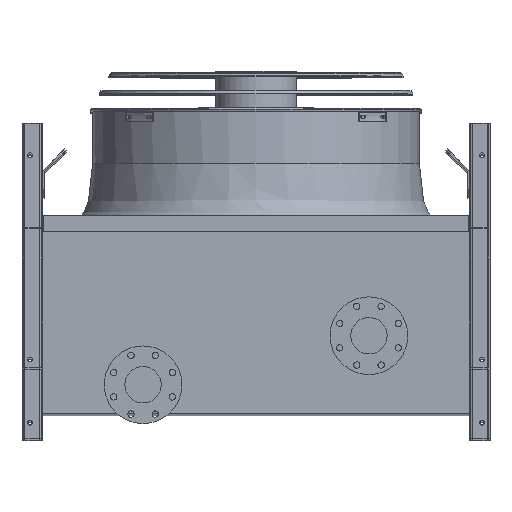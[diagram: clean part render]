
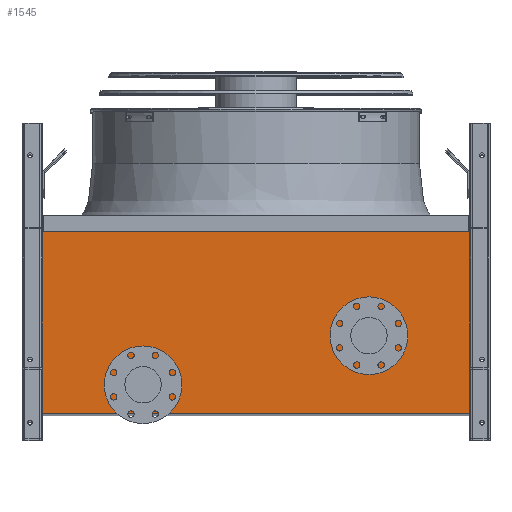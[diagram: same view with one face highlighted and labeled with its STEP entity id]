
A CAD part, top view. The second image highlights one B-rep face of the part: STEP entity #1545.
In plain terms, the highlighted planar face has unit normal (0, 0, 1).
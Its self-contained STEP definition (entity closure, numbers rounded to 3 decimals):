
#260 = CARTESIAN_POINT ( 'NONE',  ( -605., 0., 240. ) ) ;
#663 = CARTESIAN_POINT ( 'NONE',  ( 0., 0., 240. ) ) ;
#817 = ORIENTED_EDGE ( 'NONE', *, *, #15842, .T. ) ;
#1026 = AXIS2_PLACEMENT_3D ( 'NONE', #663, #9445, #13588 ) ;
#1304 = ORIENTED_EDGE ( 'NONE', *, *, #15870, .T. ) ;
#1545 = ADVANCED_FACE ( 'NONE', ( #10935, #1922, #6373 ), #12230, .T. ) ;
#1910 = CARTESIAN_POINT ( 'NONE',  ( 605., 515., 240. ) ) ;
#1922 = FACE_OUTER_BOUND ( 'NONE', #14523, .T. ) ;
#2710 = CARTESIAN_POINT ( 'NONE',  ( -605., 0., 240. ) ) ;
#3443 = DIRECTION ( 'NONE',  ( -1., 0., 0. ) ) ;
#4222 = CIRCLE ( 'NONE', #7268, 54. ) ;
#4683 = VECTOR ( 'NONE', #13194, 1000. ) ;
#5149 = LINE ( 'NONE', #260, #15758 ) ;
#5634 = LINE ( 'NONE', #6197, #16209 ) ;
#5986 = VERTEX_POINT ( 'NONE', #16471 ) ;
#6197 = CARTESIAN_POINT ( 'NONE',  ( -605., 515., 240. ) ) ;
#6373 = FACE_BOUND ( 'NONE', #12817, .T. ) ;
#6374 = CARTESIAN_POINT ( 'NONE',  ( 605., 515., 240. ) ) ;
#6479 = CARTESIAN_POINT ( 'NONE',  ( 320., 220., 240. ) ) ;
#6850 = CARTESIAN_POINT ( 'NONE',  ( -320., 135., 240. ) ) ;
#7035 = VERTEX_POINT ( 'NONE', #6374 ) ;
#7268 = AXIS2_PLACEMENT_3D ( 'NONE', #6479, #16128, #7882 ) ;
#7522 = AXIS2_PLACEMENT_3D ( 'NONE', #7699, #17321, #9095 ) ;
#7699 = CARTESIAN_POINT ( 'NONE',  ( -320., 81., 240. ) ) ;
#7882 = DIRECTION ( 'NONE',  ( 1., 0., 0. ) ) ;
#8214 = ORIENTED_EDGE ( 'NONE', *, *, #15815, .T. ) ;
#8454 = LINE ( 'NONE', #1910, #12585 ) ;
#9095 = DIRECTION ( 'NONE',  ( 0., 1., 0. ) ) ;
#9445 = DIRECTION ( 'NONE',  ( 0., 0., 1. ) ) ;
#9653 = VERTEX_POINT ( 'NONE', #6850 ) ;
#10181 = VERTEX_POINT ( 'NONE', #17174 ) ;
#10412 = DIRECTION ( 'NONE',  ( 0., -1., 0. ) ) ;
#10935 = FACE_BOUND ( 'NONE', #15574, .T. ) ;
#11230 = VERTEX_POINT ( 'NONE', #2710 ) ;
#11899 = ORIENTED_EDGE ( 'NONE', *, *, #15790, .T. ) ;
#12140 = LINE ( 'NONE', #15936, #4683 ) ;
#12230 = PLANE ( 'NONE',  #1026 ) ;
#12585 = VECTOR ( 'NONE', #3443, 1000. ) ;
#12769 = ORIENTED_EDGE ( 'NONE', *, *, #15898, .F. ) ;
#12817 = EDGE_LOOP ( 'NONE', ( #12769 ) ) ;
#12997 = CIRCLE ( 'NONE', #7522, 54. ) ;
#13194 = DIRECTION ( 'NONE',  ( 0., 1., 0. ) ) ;
#13588 = DIRECTION ( 'NONE',  ( 1., 0., 0. ) ) ;
#14518 = CARTESIAN_POINT ( 'NONE',  ( -605., 515., 240. ) ) ;
#14523 = EDGE_LOOP ( 'NONE', ( #11899, #817, #15956, #1304 ) ) ;
#14651 = DIRECTION ( 'NONE',  ( 1., 0., 0. ) ) ;
#15574 = EDGE_LOOP ( 'NONE', ( #8214 ) ) ;
#15758 = VECTOR ( 'NONE', #14651, 1000. ) ;
#15790 = EDGE_CURVE ( 'NONE', #18433, #11230, #5634, .T. ) ;
#15815 = EDGE_CURVE ( 'NONE', #9653, #9653, #12997, .T. ) ;
#15842 = EDGE_CURVE ( 'NONE', #11230, #10181, #5149, .T. ) ;
#15847 = EDGE_CURVE ( 'NONE', #10181, #7035, #12140, .T. ) ;
#15870 = EDGE_CURVE ( 'NONE', #7035, #18433, #8454, .T. ) ;
#15898 = EDGE_CURVE ( 'NONE', #5986, #5986, #4222, .T. ) ;
#15936 = CARTESIAN_POINT ( 'NONE',  ( 605., 0., 240. ) ) ;
#15956 = ORIENTED_EDGE ( 'NONE', *, *, #15847, .T. ) ;
#16128 = DIRECTION ( 'NONE',  ( 0., 0., 1. ) ) ;
#16209 = VECTOR ( 'NONE', #10412, 1000. ) ;
#16471 = CARTESIAN_POINT ( 'NONE',  ( 374., 220., 240. ) ) ;
#17174 = CARTESIAN_POINT ( 'NONE',  ( 605., 0., 240. ) ) ;
#17321 = DIRECTION ( 'NONE',  ( 0., 0., -1. ) ) ;
#18433 = VERTEX_POINT ( 'NONE', #14518 ) ;
